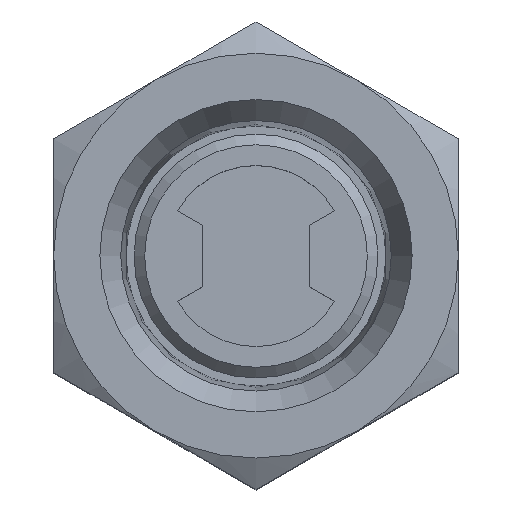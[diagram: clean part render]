
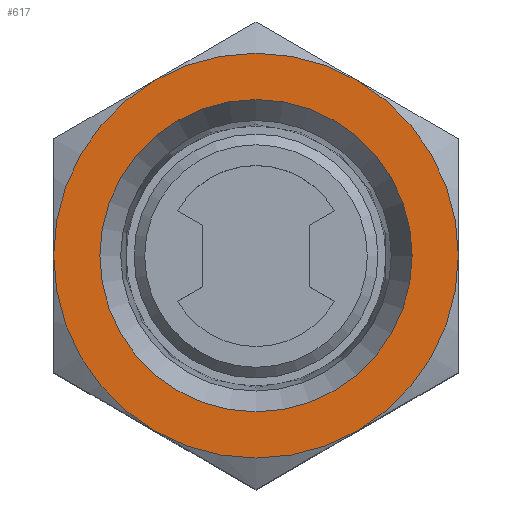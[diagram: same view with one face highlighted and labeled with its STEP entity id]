
A CAD part, top view. The second image highlights one B-rep face of the part: STEP entity #617.
In plain terms, the highlighted planar face has unit normal (0, 0, 1).
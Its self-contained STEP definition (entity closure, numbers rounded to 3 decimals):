
#215=ORIENTED_EDGE('',*,*,#333,.F.);
#216=ORIENTED_EDGE('',*,*,#332,.F.);
#217=ORIENTED_EDGE('',*,*,#334,.F.);
#218=ORIENTED_EDGE('',*,*,#331,.F.);
#219=ORIENTED_EDGE('',*,*,#330,.F.);
#220=ORIENTED_EDGE('',*,*,#329,.F.);
#221=ORIENTED_EDGE('',*,*,#335,.T.);
#329=EDGE_CURVE('',#391,#393,#435,.T.);
#330=EDGE_CURVE('',#393,#395,#436,.T.);
#331=EDGE_CURVE('',#395,#397,#437,.T.);
#332=EDGE_CURVE('',#387,#389,#438,.T.);
#333=EDGE_CURVE('',#389,#391,#439,.T.);
#334=EDGE_CURVE('',#397,#387,#440,.T.);
#335=EDGE_CURVE('',#398,#398,#441,.T.);
#387=VERTEX_POINT('',#1011);
#389=VERTEX_POINT('',#1024);
#391=VERTEX_POINT('',#1036);
#393=VERTEX_POINT('',#1048);
#395=VERTEX_POINT('',#1060);
#397=VERTEX_POINT('',#1072);
#398=VERTEX_POINT('',#1090);
#435=CIRCLE('',#687,9.5);
#436=CIRCLE('',#689,9.5);
#437=CIRCLE('',#691,9.5);
#438=CIRCLE('',#693,9.5);
#439=CIRCLE('',#695,9.5);
#440=CIRCLE('',#697,9.5);
#441=CIRCLE('',#698,7.33);
#487=EDGE_LOOP('',(#215,#216,#217,#218,#219,#220));
#488=EDGE_LOOP('',(#221));
#547=FACE_BOUND('',#487,.T.);
#548=FACE_BOUND('',#488,.T.);
#580=PLANE('',#696);
#617=ADVANCED_FACE('',(#547,#548),#580,.F.);
#687=AXIS2_PLACEMENT_3D('',#1078,#811,#812);
#689=AXIS2_PLACEMENT_3D('',#1080,#815,#816);
#691=AXIS2_PLACEMENT_3D('',#1082,#819,#820);
#693=AXIS2_PLACEMENT_3D('',#1084,#823,#824);
#695=AXIS2_PLACEMENT_3D('',#1086,#827,#828);
#696=AXIS2_PLACEMENT_3D('',#1087,#829,#830);
#697=AXIS2_PLACEMENT_3D('',#1088,#831,#832);
#698=AXIS2_PLACEMENT_3D('',#1089,#833,#834);
#811=DIRECTION('',(0.,0.,-1.));
#812=DIRECTION('',(-1.,0.,0.));
#815=DIRECTION('',(0.,0.,-1.));
#816=DIRECTION('',(-1.,0.,0.));
#819=DIRECTION('',(0.,0.,-1.));
#820=DIRECTION('',(-1.,0.,0.));
#823=DIRECTION('',(0.,0.,-1.));
#824=DIRECTION('',(-1.,0.,0.));
#827=DIRECTION('',(0.,0.,-1.));
#828=DIRECTION('',(-1.,0.,0.));
#829=DIRECTION('',(0.,0.,-1.));
#830=DIRECTION('',(-1.,0.,0.));
#831=DIRECTION('',(0.,0.,-1.));
#832=DIRECTION('',(-1.,0.,0.));
#833=DIRECTION('',(0.,0.,-1.));
#834=DIRECTION('',(0.,1.,0.));
#1011=CARTESIAN_POINT('',(-9.5,0.,29.));
#1024=CARTESIAN_POINT('',(-4.75,8.227,29.));
#1036=CARTESIAN_POINT('',(4.75,8.227,29.));
#1048=CARTESIAN_POINT('',(9.5,0.,29.));
#1060=CARTESIAN_POINT('',(4.75,-8.227,29.));
#1072=CARTESIAN_POINT('',(-4.75,-8.227,29.));
#1078=CARTESIAN_POINT('',(0.,0.,29.));
#1080=CARTESIAN_POINT('',(0.,0.,29.));
#1082=CARTESIAN_POINT('',(0.,0.,29.));
#1084=CARTESIAN_POINT('',(0.,0.,29.));
#1086=CARTESIAN_POINT('',(0.,0.,29.));
#1087=CARTESIAN_POINT('',(0.,0.,29.));
#1088=CARTESIAN_POINT('',(0.,0.,29.));
#1089=CARTESIAN_POINT('',(0.,0.,29.));
#1090=CARTESIAN_POINT('',(0.,7.33,29.));
